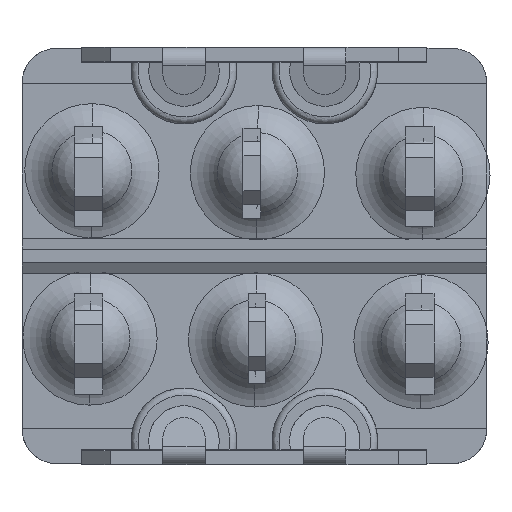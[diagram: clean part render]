
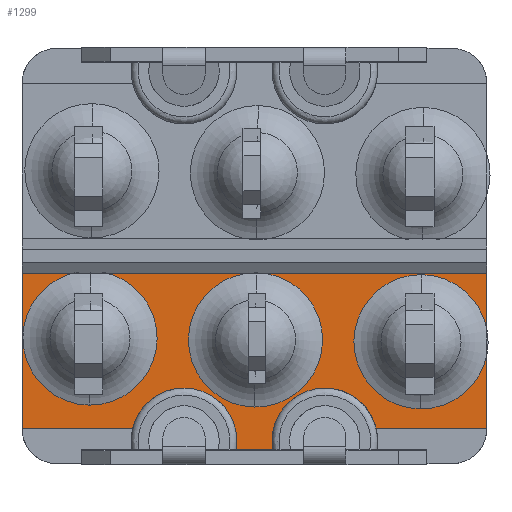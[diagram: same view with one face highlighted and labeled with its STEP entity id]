
A CAD part, front view. The second image highlights one B-rep face of the part: STEP entity #1299.
In plain terms, the highlighted planar face has unit normal (0, -1, 0).
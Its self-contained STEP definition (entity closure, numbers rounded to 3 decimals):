
#50=DIRECTION('',(0.,0.,-1.));
#51=VECTOR('',#50,4.4);
#52=CARTESIAN_POINT('',(6.6,0.35,-0.5));
#53=LINE('',#52,#51);
#54=CARTESIAN_POINT('',(2.,0.35,-5.25));
#55=DIRECTION('',(0.,-1.,0.));
#56=DIRECTION('',(0.972,0.,0.233));
#57=AXIS2_PLACEMENT_3D('',#54,#55,#56);
#59=CARTESIAN_POINT('',(2.,0.35,-5.25));
#60=DIRECTION('',(0.,-1.,0.));
#61=DIRECTION('',(0.,0.,1.));
#62=AXIS2_PLACEMENT_3D('',#59,#60,#61);
#64=DIRECTION('',(-1.,0.,0.));
#65=VECTOR('',#64,1.042);
#66=CARTESIAN_POINT('',(0.521,0.35,-5.5));
#67=LINE('',#66,#65);
#68=CARTESIAN_POINT('',(-2.,0.35,-5.25));
#69=DIRECTION('',(0.,-1.,0.));
#70=DIRECTION('',(0.986,0.,-0.167));
#71=AXIS2_PLACEMENT_3D('',#68,#69,#70);
#73=CARTESIAN_POINT('',(-2.,0.35,-5.25));
#74=DIRECTION('',(0.,-1.,0.));
#75=DIRECTION('',(0.,0.,1.));
#76=AXIS2_PLACEMENT_3D('',#73,#74,#75);
#78=DIRECTION('',(-1.,0.,0.));
#79=VECTOR('',#78,3.141);
#80=CARTESIAN_POINT('',(-3.459,0.35,-4.9));
#81=LINE('',#80,#79);
#82=DIRECTION('',(0.,0.,1.));
#83=VECTOR('',#82,4.4);
#84=CARTESIAN_POINT('',(-6.6,0.35,-4.9));
#85=LINE('',#84,#83);
#86=DIRECTION('',(-1.,0.,0.));
#87=VECTOR('',#86,13.2);
#88=CARTESIAN_POINT('',(6.6,0.35,-0.5));
#89=LINE('',#88,#87);
#771=DIRECTION('',(1.,0.,0.));
#772=VECTOR('',#771,3.141);
#773=CARTESIAN_POINT('',(3.459,0.35,-4.9));
#774=LINE('',#773,#772);
#978=CARTESIAN_POINT('',(6.6,0.35,-0.5));
#979=CARTESIAN_POINT('',(6.6,0.35,-4.9));
#980=VERTEX_POINT('',#978);
#981=VERTEX_POINT('',#979);
#1008=CARTESIAN_POINT('',(-6.6,0.35,-0.5));
#1009=VERTEX_POINT('',#1008);
#1010=CARTESIAN_POINT('',(3.459,0.35,-4.9));
#1011=VERTEX_POINT('',#1010);
#1012=CARTESIAN_POINT('',(2.,0.35,-3.75));
#1013=CARTESIAN_POINT('',(0.521,0.35,-5.5));
#1014=VERTEX_POINT('',#1012);
#1015=VERTEX_POINT('',#1013);
#1016=CARTESIAN_POINT('',(-0.521,0.35,-5.5));
#1017=VERTEX_POINT('',#1016);
#1018=CARTESIAN_POINT('',(-2.,0.35,-3.75));
#1019=CARTESIAN_POINT('',(-3.459,0.35,-4.9));
#1020=VERTEX_POINT('',#1018);
#1021=VERTEX_POINT('',#1019);
#1022=CARTESIAN_POINT('',(-6.6,0.35,-4.9));
#1023=VERTEX_POINT('',#1022);
#1273=CARTESIAN_POINT('',(0.,0.35,-2.5));
#1274=DIRECTION('',(0.,-1.,0.));
#1275=DIRECTION('',(0.,0.,-1.));
#1276=AXIS2_PLACEMENT_3D('',#1273,#1274,#1275);
#1277=PLANE('',#1276);
#1279=ORIENTED_EDGE('',*,*,#1278,.F.);
#1280=ORIENTED_EDGE('',*,*,#1252,.T.);
#1282=ORIENTED_EDGE('',*,*,#1281,.F.);
#1284=ORIENTED_EDGE('',*,*,#1283,.T.);
#1286=ORIENTED_EDGE('',*,*,#1285,.T.);
#1288=ORIENTED_EDGE('',*,*,#1287,.T.);
#1290=ORIENTED_EDGE('',*,*,#1289,.T.);
#1292=ORIENTED_EDGE('',*,*,#1291,.T.);
#1294=ORIENTED_EDGE('',*,*,#1293,.T.);
#1296=ORIENTED_EDGE('',*,*,#1295,.T.);
#1297=EDGE_LOOP('',(#1279,#1280,#1282,#1284,#1286,#1288,#1290,#1292,#1294,
#1296));
#1298=FACE_OUTER_BOUND('',#1297,.F.);
#1299=ADVANCED_FACE('',(#1298),#1277,.T.);
#58=CIRCLE('',#57,1.5);
#63=CIRCLE('',#62,1.5);
#72=CIRCLE('',#71,1.5);
#77=CIRCLE('',#76,1.5);
#1252=EDGE_CURVE('',#980,#981,#53,.T.);
#1278=EDGE_CURVE('',#980,#1009,#89,.T.);
#1281=EDGE_CURVE('',#1011,#981,#774,.T.);
#1283=EDGE_CURVE('',#1011,#1014,#58,.T.);
#1285=EDGE_CURVE('',#1014,#1015,#63,.T.);
#1287=EDGE_CURVE('',#1015,#1017,#67,.T.);
#1289=EDGE_CURVE('',#1017,#1020,#72,.T.);
#1291=EDGE_CURVE('',#1020,#1021,#77,.T.);
#1293=EDGE_CURVE('',#1021,#1023,#81,.T.);
#1295=EDGE_CURVE('',#1023,#1009,#85,.T.);
